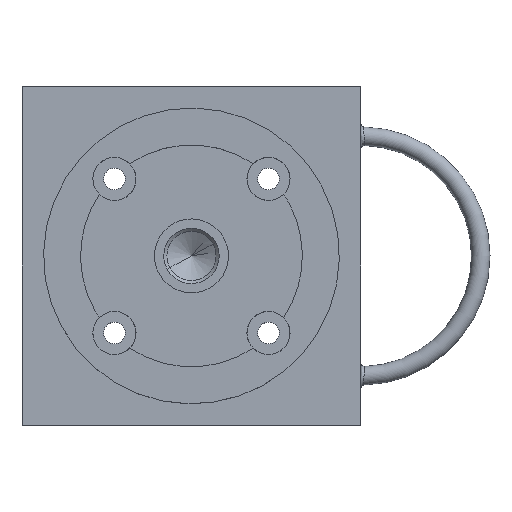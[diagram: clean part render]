
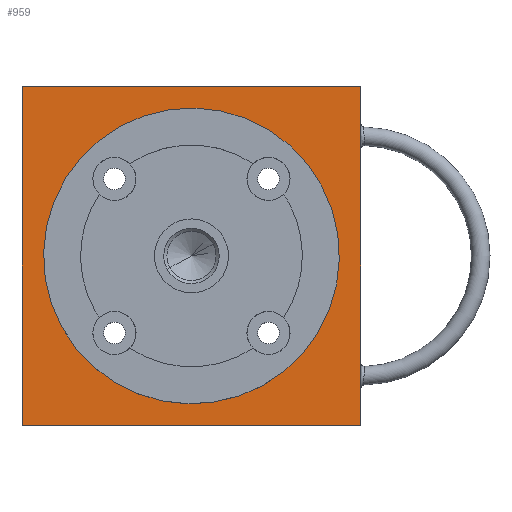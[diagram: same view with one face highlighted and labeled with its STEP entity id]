
A CAD part, top view. The second image highlights one B-rep face of the part: STEP entity #959.
In plain terms, the highlighted planar face has unit normal (0, 0, 1).
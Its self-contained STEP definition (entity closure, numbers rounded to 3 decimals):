
#855=CARTESIAN_POINT('Vertex',(55.,55.,1210.)) ;
#862=CARTESIAN_POINT('Vertex',(-55.,55.,1210.)) ;
#865=CARTESIAN_POINT('Line Origine',(0.,55.,1210.)) ;
#886=CARTESIAN_POINT('Vertex',(-55.,-55.,1210.)) ;
#893=CARTESIAN_POINT('Vertex',(55.,-55.,1210.)) ;
#896=CARTESIAN_POINT('Line Origine',(0.,-55.,1210.)) ;
#913=CARTESIAN_POINT('Line Origine',(-55.,0.,1210.)) ;
#925=CARTESIAN_POINT('Axis2P3D Location',(0.,0.,1210.)) ;
#930=CARTESIAN_POINT('Line Origine',(55.,0.,1210.)) ;
#941=CARTESIAN_POINT('Axis2P3D Location',(0.,0.,1210.)) ;
#945=CARTESIAN_POINT('Vertex',(-42.124,-23.012,1210.)) ;
#947=CARTESIAN_POINT('Vertex',(42.124,23.012,1210.)) ;
#950=CARTESIAN_POINT('Axis2P3D Location',(0.,0.,1210.)) ;
#866=DIRECTION('Vector Direction',(1.,0.,0.)) ;
#897=DIRECTION('Vector Direction',(-1.,0.,0.)) ;
#914=DIRECTION('Vector Direction',(0.,-1.,0.)) ;
#926=DIRECTION('Axis2P3D Direction',(0.,0.,1.)) ;
#927=DIRECTION('Axis2P3D XDirection',(1.,0.,0.)) ;
#931=DIRECTION('Vector Direction',(0.,1.,0.)) ;
#942=DIRECTION('Axis2P3D Direction',(0.,0.,1.)) ;
#951=DIRECTION('Axis2P3D Direction',(0.,0.,1.)) ;
#928=AXIS2_PLACEMENT_3D('Plane Axis2P3D',#925,#926,#927) ;
#943=AXIS2_PLACEMENT_3D('Circle Axis2P3D',#941,#942,$) ;
#952=AXIS2_PLACEMENT_3D('Circle Axis2P3D',#950,#951,$) ;
#936=ORIENTED_EDGE('',*,*,#917,.T.) ;
#937=ORIENTED_EDGE('',*,*,#900,.T.) ;
#938=ORIENTED_EDGE('',*,*,#934,.T.) ;
#939=ORIENTED_EDGE('',*,*,#869,.T.) ;
#956=ORIENTED_EDGE('',*,*,#949,.F.) ;
#957=ORIENTED_EDGE('',*,*,#954,.F.) ;
#958=FACE_BOUND('',#955,.T.) ;
#867=VECTOR('Line Direction',#866,1.) ;
#898=VECTOR('Line Direction',#897,1.) ;
#915=VECTOR('Line Direction',#914,1.) ;
#932=VECTOR('Line Direction',#931,1.) ;
#959=ADVANCED_FACE('PartBody',(#940,#958),#929,.T.) ;
#944=CIRCLE('generated circle',#943,48.) ;
#953=CIRCLE('generated circle',#952,48.) ;
#869=EDGE_CURVE('',#856,#863,#868,.F.) ;
#900=EDGE_CURVE('',#887,#894,#899,.F.) ;
#917=EDGE_CURVE('',#863,#887,#916,.T.) ;
#934=EDGE_CURVE('',#894,#856,#933,.T.) ;
#949=EDGE_CURVE('',#946,#948,#944,.T.) ;
#954=EDGE_CURVE('',#948,#946,#953,.T.) ;
#935=EDGE_LOOP('',(#936,#937,#938,#939)) ;
#955=EDGE_LOOP('',(#956,#957)) ;
#940=FACE_OUTER_BOUND('',#935,.T.) ;
#868=LINE('Line',#865,#867) ;
#899=LINE('Line',#896,#898) ;
#916=LINE('Line',#913,#915) ;
#933=LINE('Line',#930,#932) ;
#929=PLANE('Plane',#928) ;
#856=VERTEX_POINT('',#855) ;
#863=VERTEX_POINT('',#862) ;
#887=VERTEX_POINT('',#886) ;
#894=VERTEX_POINT('',#893) ;
#946=VERTEX_POINT('',#945) ;
#948=VERTEX_POINT('',#947) ;
